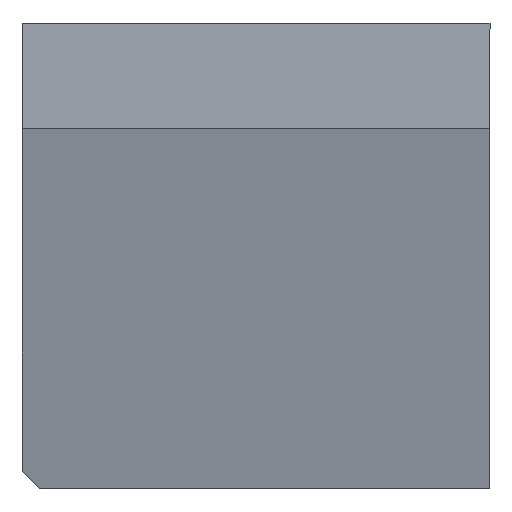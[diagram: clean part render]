
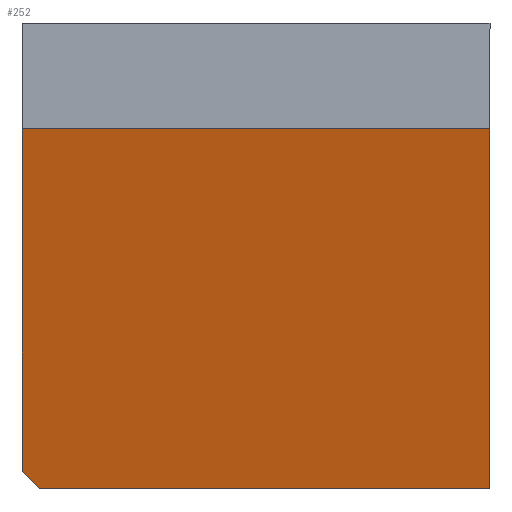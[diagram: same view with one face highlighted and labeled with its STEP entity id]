
A CAD part, left-side view. The second image highlights one B-rep face of the part: STEP entity #252.
In plain terms, the highlighted planar face has unit normal (-0.943, 0.334, 0).
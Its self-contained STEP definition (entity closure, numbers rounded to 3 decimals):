
#252=ADVANCED_FACE('NONE',(#610),#611,.F.);
#610=FACE_OUTER_BOUND('',#1071,.T.);
#611=PLANE('',#1072);
#1071=EDGE_LOOP('',(#2005,#2006,#2007,#2008,#2009));
#1072=AXIS2_PLACEMENT_3D('',#2010,#2011,#2012);
#2005=ORIENTED_EDGE('',*,*,#3206,.T.);
#2006=ORIENTED_EDGE('',*,*,#3318,.T.);
#2007=ORIENTED_EDGE('',*,*,#3319,.T.);
#2008=ORIENTED_EDGE('',*,*,#3196,.F.);
#2009=ORIENTED_EDGE('',*,*,#3320,.T.);
#2010=CARTESIAN_POINT('',(-14.187,-40.,79.6));
#2011=DIRECTION('',(0.942,-0.334,0.0));
#2012=DIRECTION('',(0.0,0.0,-1.0));
#3196=EDGE_CURVE('NONE',#4009,#4011,#4012,.T.);
#3206=EDGE_CURVE('NONE',#4027,#4025,#4028,.T.);
#3318=EDGE_CURVE('NONE',#4025,#4214,#4215,.T.);
#3319=EDGE_CURVE('NONE',#4214,#4011,#4216,.T.);
#3320=EDGE_CURVE('NONE',#4009,#4027,#4217,.T.);
#4009=VERTEX_POINT('NONE',#5155);
#4011=VERTEX_POINT('NONE',#5158);
#4012=LINE('',#5159,#5160);
#4025=VERTEX_POINT('NONE',#5179);
#4027=VERTEX_POINT('NONE',#5182);
#4028=LINE('',#5183,#5184);
#4214=VERTEX_POINT('NONE',#5480);
#4215=LINE('',#5481,#5482);
#4216=LINE('',#5483,#5484);
#4217=LINE('',#5485,#5486);
#5155=CARTESIAN_POINT('',(-14.187,-40.,61.6));
#5158=CARTESIAN_POINT('',(-14.187,-40.,0.0));
#5159=CARTESIAN_POINT('',(-14.187,-40.,79.6));
#5160=VECTOR('',#6000,1000.0);
#5179=CARTESIAN_POINT('',(14.187,40.,3.));
#5182=CARTESIAN_POINT('',(14.187,40.,61.6));
#5183=CARTESIAN_POINT('',(14.187,40.,79.6));
#5184=VECTOR('',#6008,1000.0);
#5480=CARTESIAN_POINT('',(13.123,37.,0.0));
#5481=CARTESIAN_POINT('',(14.187,40.,3.0));
#5482=VECTOR('',#6119,1000.0);
#5483=CARTESIAN_POINT('',(-14.187,-40.,0.0));
#5484=VECTOR('',#6120,1000.0);
#5485=CARTESIAN_POINT('',(-14.187,-40.,61.6));
#5486=VECTOR('',#6121,1000.0);
#6000=DIRECTION('',(-0.0,-0.0,-1.0));
#6008=DIRECTION('',(-0.0,-0.0,-1.0));
#6119=DIRECTION('',(-0.243,-0.686,-0.686));
#6120=DIRECTION('',(-0.334,-0.942,-0.0));
#6121=DIRECTION('',(0.334,0.942,0.0));
